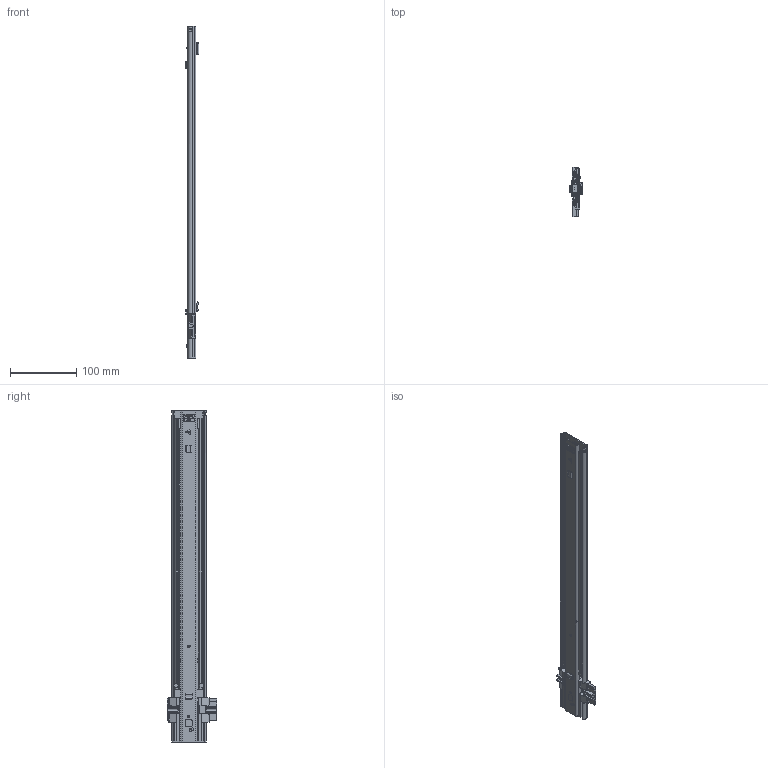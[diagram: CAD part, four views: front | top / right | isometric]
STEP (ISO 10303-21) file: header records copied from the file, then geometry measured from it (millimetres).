
FILE_DESCRIPTION (( 'STEP AP214' ), '1' );
FILE_NAME ('FR_5219_SMT.0500mm_20inch_0,9_closed_right.STEP', '2022-10-26T05:48:16', ( '' ), ( '' ), 'SwSTEP 2.0', 'SolidWorks 2020', '' );
FILE_SCHEMA (( 'AUTOMOTIVE_DESIGN' ));
Length unit declared in the file: millimetre
Products named in the file (19): 5219.XXX-01.T119 RIGHT_NL  500; FR5219 MIDDLE STOP; 5219.XXX-03.T119 RIGHT_NL  500; FR5019 Interlock Rivet_FR 5019 Catch Rivet; FR5219 TRIGGER; FR 5219 INTERLOCK HOUSING SMT_SMT SLIDE; 5219 INTERLOCK SMT_Closed 5219 SMT RH; 5219.XXX-02.T119_NL  500; FR5219 Interlock Rivet SMT_FR 5019 Rivet; 5219 MIDDLE RIVET; FR 5219 Catch; 5219.XXX-01.T119 RIGHT_NL  500 Closed Right; FR_5219_SMT.0500mm_20inch_0,9_closed_right; FR 5219 INTERLOCK SLIDER SMT; FR5019 Interlock Rivet; FR 5219 5219 INTERLOCK PIN SMT; FR 5219 INTERLOCK SLIDER MIRROR SMT
Assembly tree (19 placements, depth 4):
  FR_5219_SMT.0500mm_20inch_0,9_closed_right
    5219.XXX-01.T119 RIGHT_NL  500 Closed Right
      5219.XXX-01.T119 RIGHT_NL  500
      5219 INTERLOCK SMT_Closed 5219 SMT RH
        FR 5219 INTERLOCK HOUSING SMT_SMT SLIDE
        FR 5219 INTERLOCK SLIDER SMT
        FR 5219 INTERLOCK SLIDER MIRROR SMT
        FR 5219 5219 INTERLOCK PIN SMT
        FR5219 Interlock Rivet SMT_FR 5019 Rivet  x2
    5219.XXX-03.T119 RIGHT_NL  500
      5219.XXX-03.T119 RIGHT_NL  500
      FR5219 TRIGGER
      FR5019 Interlock Rivet
      FR 5219 Catch
      FR5019 Interlock Rivet_FR 5019 Catch Rivet
    5219.XXX-02.T119_NL  500
      5219.XXX-02.T119_NL  500
      FR5219 MIDDLE STOP
      5219 MIDDLE RIVET
Bounding box: 21.05 x 74.7 x 500 mm (x, y, z)
Volume: 157562.2 mm3; surface area: 186956.2 mm2
Topology: 15 solids, 15 shells, 1193 faces, 3104 edges, 1921 vertices
Faces by surface type: plane 604, cylinder 459, bspline 70, torus 48, cone 12
Entity records: 38948 total; most frequent: CARTESIAN_POINT 9699, ORIENTED_EDGE 6122, DIRECTION 5858, EDGE_CURVE 3061, AXIS2_PLACEMENT_3D 2010, VERTEX_POINT 1906, VECTOR 1838, LINE 1838
